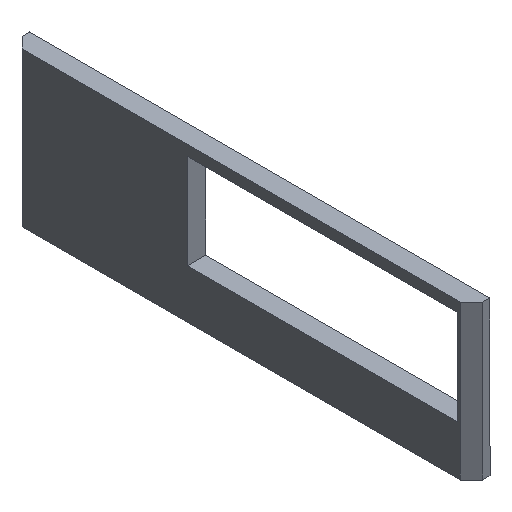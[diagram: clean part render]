
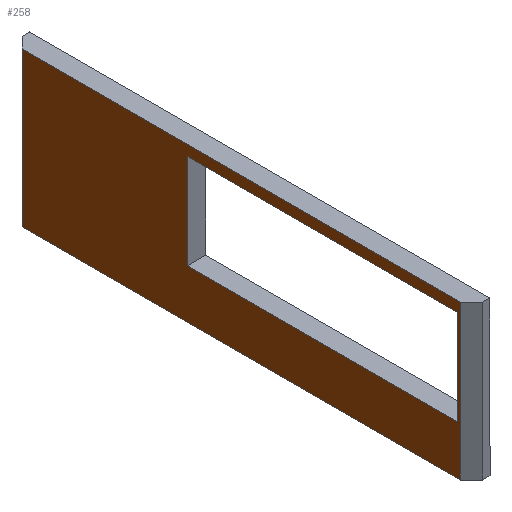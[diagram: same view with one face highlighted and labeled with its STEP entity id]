
A CAD part, isometric view. The second image highlights one B-rep face of the part: STEP entity #258.
In plain terms, the highlighted planar face has unit normal (-1, 0, 0).
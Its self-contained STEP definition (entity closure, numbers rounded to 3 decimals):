
#58=ORIENTED_EDGE('',*,*,#111,.F.);
#59=ORIENTED_EDGE('',*,*,#116,.T.);
#60=ORIENTED_EDGE('',*,*,#102,.F.);
#61=ORIENTED_EDGE('',*,*,#107,.F.);
#62=ORIENTED_EDGE('',*,*,#88,.T.);
#63=ORIENTED_EDGE('',*,*,#117,.T.);
#64=ORIENTED_EDGE('',*,*,#95,.T.);
#65=ORIENTED_EDGE('',*,*,#118,.T.);
#88=EDGE_CURVE('',#122,#121,#143,.T.);
#95=EDGE_CURVE('',#127,#128,#150,.T.);
#102=EDGE_CURVE('',#133,#134,#157,.T.);
#107=EDGE_CURVE('',#137,#133,#162,.T.);
#111=EDGE_CURVE('',#140,#137,#166,.T.);
#116=EDGE_CURVE('',#140,#134,#171,.T.);
#117=EDGE_CURVE('',#121,#127,#172,.T.);
#118=EDGE_CURVE('',#128,#122,#173,.T.);
#121=VERTEX_POINT('',#356);
#122=VERTEX_POINT('',#358);
#127=VERTEX_POINT('',#372);
#128=VERTEX_POINT('',#373);
#133=VERTEX_POINT('',#385);
#134=VERTEX_POINT('',#387);
#137=VERTEX_POINT('',#395);
#140=VERTEX_POINT('',#403);
#143=LINE('',#357,#176);
#150=LINE('',#371,#183);
#157=LINE('',#386,#190);
#162=LINE('',#396,#195);
#166=LINE('',#404,#199);
#171=LINE('',#412,#204);
#172=LINE('',#413,#205);
#173=LINE('',#414,#206);
#176=VECTOR('',#295,1000.);
#183=VECTOR('',#306,1000.);
#190=VECTOR('',#315,1000.);
#195=VECTOR('',#322,1000.);
#199=VECTOR('',#328,1000.);
#204=VECTOR('',#339,1000.);
#205=VECTOR('',#340,1000.);
#206=VECTOR('',#341,1000.);
#215=EDGE_LOOP('',(#58,#59,#60,#61));
#216=EDGE_LOOP('',(#62,#63,#64,#65));
#230=FACE_BOUND('',#215,.T.);
#231=FACE_BOUND('',#216,.T.);
#245=PLANE('',#284);
#258=ADVANCED_FACE('',(#230,#231),#245,.T.);
#284=AXIS2_PLACEMENT_3D('',#411,#337,#338);
#295=DIRECTION('',(0.,1.,0.));
#306=DIRECTION('',(0.,-1.,0.));
#315=DIRECTION('',(0.,-1.,0.));
#322=DIRECTION('',(0.,0.,-1.));
#328=DIRECTION('',(0.,1.,0.));
#337=DIRECTION('',(-1.,0.,0.));
#338=DIRECTION('',(0.,0.,1.));
#339=DIRECTION('',(0.,0.,-1.));
#340=DIRECTION('',(0.,0.,-1.));
#341=DIRECTION('',(0.,0.,1.));
#356=CARTESIAN_POINT('',(50.55,28.65,8.873));
#357=CARTESIAN_POINT('',(50.55,0.,8.873));
#358=CARTESIAN_POINT('',(50.55,-0.95,8.873));
#371=CARTESIAN_POINT('',(50.55,-1.7,-1.527));
#372=CARTESIAN_POINT('',(50.55,28.65,-1.527));
#373=CARTESIAN_POINT('',(50.55,-0.95,-1.527));
#385=CARTESIAN_POINT('',(50.55,17.5,1.773));
#386=CARTESIAN_POINT('',(50.55,17.5,1.773));
#387=CARTESIAN_POINT('',(50.55,-0.75,1.773));
#395=CARTESIAN_POINT('',(50.55,17.5,8.173));
#396=CARTESIAN_POINT('',(50.55,17.5,8.173));
#403=CARTESIAN_POINT('',(50.55,-0.75,8.173));
#404=CARTESIAN_POINT('',(50.55,0.,8.173));
#411=CARTESIAN_POINT('',(50.55,0.,0.));
#412=CARTESIAN_POINT('',(50.55,-0.75,0.));
#413=CARTESIAN_POINT('',(50.55,28.65,-1.527));
#414=CARTESIAN_POINT('',(50.55,-0.95,8.873));
